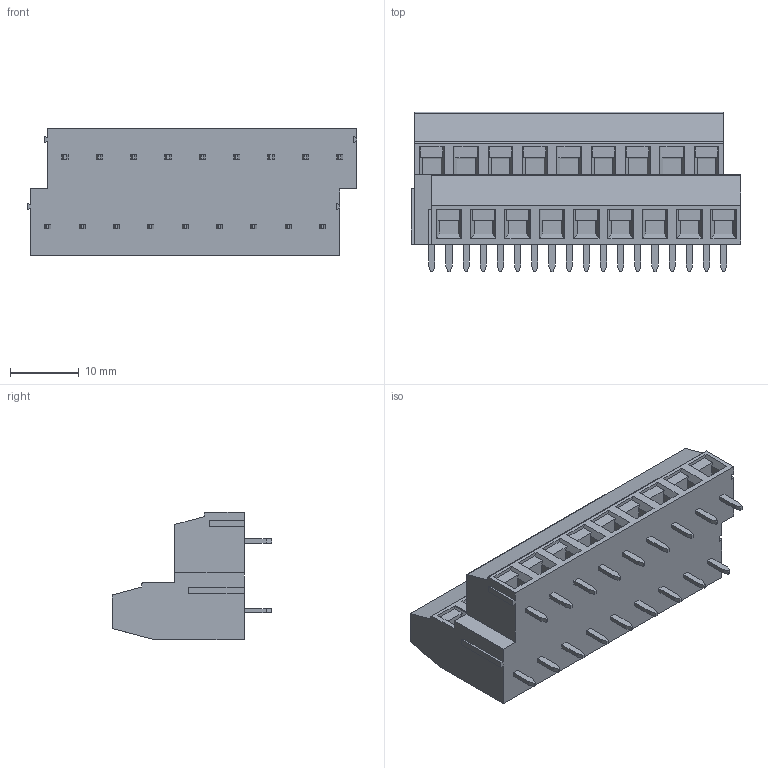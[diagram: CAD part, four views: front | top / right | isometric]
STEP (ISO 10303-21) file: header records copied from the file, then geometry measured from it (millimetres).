
FILE_DESCRIPTION (( 'STEP AP214' ), '1' );
FILE_NAME ('DG127A-5.0-18P-4Y-00AH.STEP', '2021-01-02T02:28:32', ( '' ), ( '' ), 'SwSTEP 2.0', 'SolidWorks 2020', '' );
FILE_SCHEMA (( 'AUTOMOTIVE_DESIGN' ));
Length unit declared in the file: millimetre
Products named in the file (1): DG127A-5.0-18P-4Y-00AH
Bounding box: 48 x 23.2 x 18.5 mm (x, y, z)
Volume: 9741.1 mm3; surface area: 6524.5 mm2
Topology: 1 solids, 1 shells, 1033 faces, 2775 edges, 1826 vertices
Faces by surface type: plane 769, bspline 133, cylinder 77, torus 54
Entity records: 46265 total; most frequent: CARTESIAN_POINT 13504, ORIENTED_EDGE 5550, DIRECTION 4537, EDGE_CURVE 2775, LINE 2139, VECTOR 2139, VERTEX_POINT 1826, AXIS2_PLACEMENT_3D 1199
